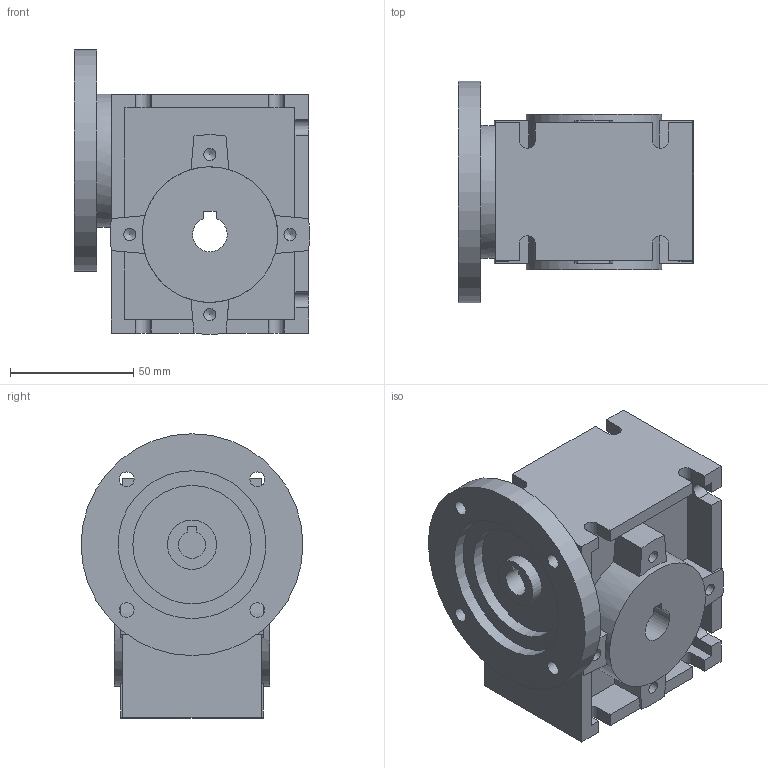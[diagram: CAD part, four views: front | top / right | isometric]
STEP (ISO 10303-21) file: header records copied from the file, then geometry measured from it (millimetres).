
FILE_DESCRIPTION(/* description */ ('www.technicomponents.com'),/* implementation_level */ '2;1');
FILE_NAME(/* name */ 'NNDK30 63B14.stp',/* time_stamp */ '2018-01-15T21:56:59+01:00',/* author */ ('JvDrunen'),/* organization */ ('www.technicomponents.com'),/* preprocessor_version */ 'ST-DEVELOPER v16.5',/* originating_system */ 'Autodesk Inventor 2017',/* authorisation */ '');
FILE_SCHEMA (('AUTOMOTIVE_DESIGN { 1 0 10303 214 3 1 1 }'));
Length unit declared in the file: millimetre
Products named in the file (1): Q100017
Bounding box: 95.44 x 90 x 115.44 mm (x, y, z)
Volume: 396457.1 mm3; surface area: 69678.1 mm2
Topology: 1 solids, 1 shells, 710 faces, 1955 edges, 1300 vertices
Faces by surface type: plane 408, bspline 256, cylinder 38, cone 8
Full cylindrical faces by diameter (mm): 4.917 x8, 6 x4, 20 x1, 48 x1, 54 x1, 55 x2, 60 x1, 90 x1
Entity records: 23555 total; most frequent: CARTESIAN_POINT 7261, ORIENTED_EDGE 3836, DIRECTION 2418, EDGE_CURVE 1918, LINE 1302, VECTOR 1302, VERTEX_POINT 1290, EDGE_LOOP 800
